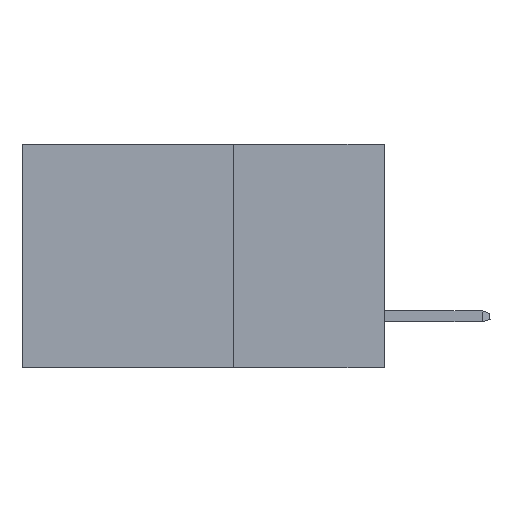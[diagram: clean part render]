
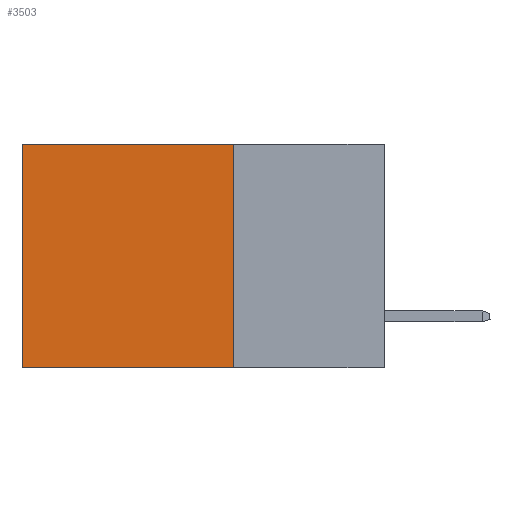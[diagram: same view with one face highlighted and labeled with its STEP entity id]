
A CAD part, left-side view. The second image highlights one B-rep face of the part: STEP entity #3503.
In plain terms, the highlighted planar face has unit normal (-1, 0, 0).
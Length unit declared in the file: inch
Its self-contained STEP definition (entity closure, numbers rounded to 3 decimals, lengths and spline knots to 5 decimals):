
#2373 = VECTOR ( 'NONE', #10372, 39.37008 ) ;
#2427 = EDGE_CURVE ( 'NONE', #19829, #17935, #10076, .T. ) ;
#3503 = ADVANCED_FACE ( 'NONE', ( #11389 ), #18536, .F. ) ;
#3888 = ORIENTED_EDGE ( 'NONE', *, *, #6510, .F. ) ;
#5663 = VECTOR ( 'NONE', #24592, 39.37008 ) ;
#6510 = EDGE_CURVE ( 'NONE', #11928, #17884, #6688, .T. ) ;
#6688 = LINE ( 'NONE', #13717, #5663 ) ;
#7216 = DIRECTION ( 'NONE',  ( 0., 0., -1. ) ) ;
#7313 = CARTESIAN_POINT ( 'NONE',  ( 0.298, 0.6, 0. ) ) ;
#8461 = CARTESIAN_POINT ( 'NONE',  ( 0.298, 0.25, -0.37 ) ) ;
#9474 = ORIENTED_EDGE ( 'NONE', *, *, #13602, .T. ) ;
#10076 = LINE ( 'NONE', #7313, #11113 ) ;
#10372 = DIRECTION ( 'NONE',  ( 0., 1., 0. ) ) ;
#11113 = VECTOR ( 'NONE', #7216, 39.37008 ) ;
#11276 = LINE ( 'NONE', #15968, #18202 ) ;
#11389 = FACE_OUTER_BOUND ( 'NONE', #26038, .T. ) ;
#11527 = DIRECTION ( 'NONE',  ( 0., 0., -1. ) ) ;
#11928 = VERTEX_POINT ( 'NONE', #27542 ) ;
#11930 = DIRECTION ( 'NONE',  ( 1., 0., 0. ) ) ;
#13589 = ORIENTED_EDGE ( 'NONE', *, *, #2427, .T. ) ;
#13602 = EDGE_CURVE ( 'NONE', #11928, #19829, #11276, .T. ) ;
#13717 = CARTESIAN_POINT ( 'NONE',  ( 0.298, 0.25, 0. ) ) ;
#13837 = DIRECTION ( 'NONE',  ( 0., 1., 0. ) ) ;
#15741 = CARTESIAN_POINT ( 'NONE',  ( 0.298, 0.6, 0. ) ) ;
#15968 = CARTESIAN_POINT ( 'NONE',  ( 0.298, 0.25, 0. ) ) ;
#17884 = VERTEX_POINT ( 'NONE', #18860 ) ;
#17935 = VERTEX_POINT ( 'NONE', #28035 ) ;
#18202 = VECTOR ( 'NONE', #13837, 39.37008 ) ;
#18536 = PLANE ( 'NONE',  #20957 ) ;
#18860 = CARTESIAN_POINT ( 'NONE',  ( 0.298, 0.25, -0.37 ) ) ;
#19829 = VERTEX_POINT ( 'NONE', #15741 ) ;
#20770 = CARTESIAN_POINT ( 'NONE',  ( 0.298, 0.25, 0. ) ) ;
#20957 = AXIS2_PLACEMENT_3D ( 'NONE', #20770, #11930, #11527 ) ;
#24592 = DIRECTION ( 'NONE',  ( 0., 0., -1. ) ) ;
#25609 = LINE ( 'NONE', #8461, #2373 ) ;
#26038 = EDGE_LOOP ( 'NONE', ( #13589, #27632, #3888, #9474 ) ) ;
#26088 = EDGE_CURVE ( 'NONE', #17884, #17935, #25609, .T. ) ;
#27542 = CARTESIAN_POINT ( 'NONE',  ( 0.298, 0.25, 0. ) ) ;
#27632 = ORIENTED_EDGE ( 'NONE', *, *, #26088, .F. ) ;
#28035 = CARTESIAN_POINT ( 'NONE',  ( 0.298, 0.6, -0.37 ) ) ;
